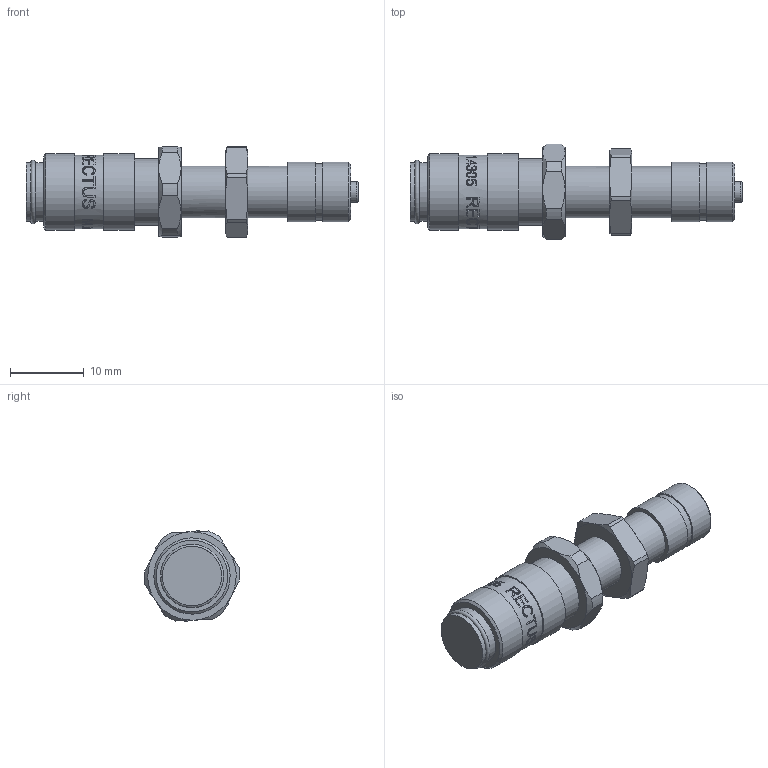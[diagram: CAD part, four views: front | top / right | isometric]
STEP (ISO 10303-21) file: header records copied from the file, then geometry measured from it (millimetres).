
FILE_DESCRIPTION((''),'2;1');
FILE_NAME('20kaks04rvx.stp','2014-01-24T11:43:03',('IA176480'),(''),'Autodesk Inventor 2013','Autodesk Inventor 2013','');
FILE_SCHEMA(('AUTOMOTIVE_DESIGN { 1 0 10303 214 1 1 1 1 }'));
Length unit declared in the file: millimetre
Products named in the file (1): D108503
Bounding box: 45.05 x 13 x 12.32 mm (x, y, z)
Volume: 2669 mm3; surface area: 2816.6 mm2
Topology: 2 solids, 4 shells, 451 faces, 1148 edges, 751 vertices
Faces by surface type: bspline 170, plane 160, cylinder 72, cone 41, torus 8
Full cylindrical faces by diameter (mm): 2.85 x1, 3.5 x1, 4.25 x1, 6.5 x1, 6.8 x1, 7 x2, 7.3 x1, 7.4 x1, 7.46 x1, 7.7 x1, 7.8 x1, 8 x5, 8.1 x3, 8.15 x2, 9 x1, 9.15 x1, 9.2 x1, 10 x1, 10.35 x2
Entity records: 53720 total; most frequent: CARTESIAN_POINT 44062, ORIENTED_EDGE 2168, DIRECTION 1314, EDGE_CURVE 1084, VERTEX_POINT 738, EDGE_LOOP 556, B_SPLINE_CURVE_WITH_KNOTS 470, AXIS2_PLACEMENT_3D 466
